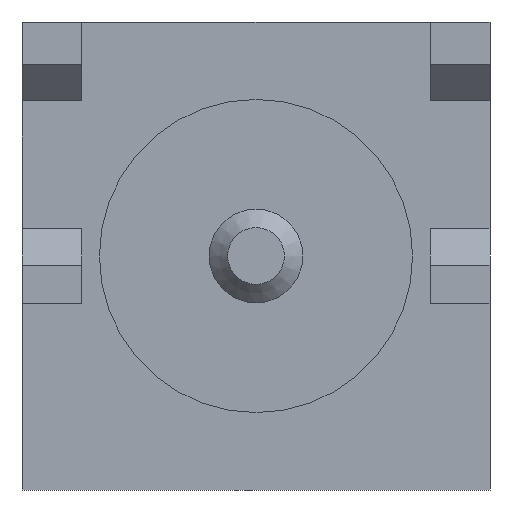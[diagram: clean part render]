
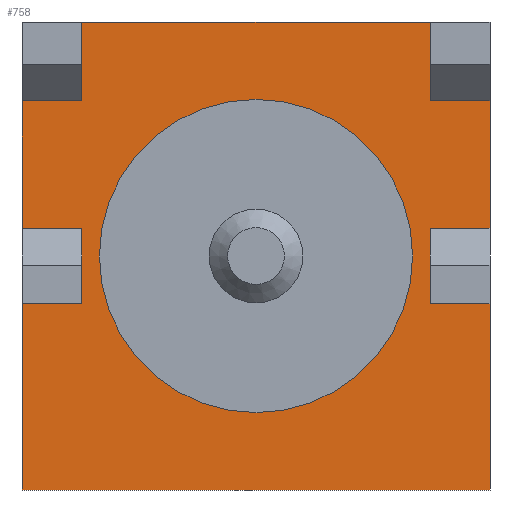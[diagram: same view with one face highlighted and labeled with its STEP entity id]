
A CAD part, front view. The second image highlights one B-rep face of the part: STEP entity #758.
In plain terms, the highlighted planar face has unit normal (0, -1, 0).
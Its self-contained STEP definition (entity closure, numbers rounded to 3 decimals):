
#30=LINE('',#1148,#100);
#38=LINE('',#1165,#108);
#43=LINE('',#1179,#113);
#45=LINE('',#1184,#115);
#55=LINE('',#1204,#125);
#56=LINE('',#1206,#126);
#64=LINE('',#1222,#134);
#65=LINE('',#1224,#135);
#73=LINE('',#1240,#143);
#74=LINE('',#1242,#144);
#75=LINE('',#1245,#145);
#76=LINE('',#1246,#146);
#77=LINE('',#1248,#147);
#78=LINE('',#1249,#148);
#79=LINE('',#1250,#149);
#80=LINE('',#1251,#150);
#100=VECTOR('',#950,1000.);
#108=VECTOR('',#960,1000.);
#113=VECTOR('',#971,1000.);
#115=VECTOR('',#975,1000.);
#125=VECTOR('',#991,1000.);
#126=VECTOR('',#994,1000.);
#134=VECTOR('',#1008,1000.);
#135=VECTOR('',#1011,1000.);
#143=VECTOR('',#1025,1000.);
#144=VECTOR('',#1028,1000.);
#145=VECTOR('',#1029,1000.);
#146=VECTOR('',#1030,1000.);
#147=VECTOR('',#1031,1000.);
#148=VECTOR('',#1032,1000.);
#149=VECTOR('',#1033,1000.);
#150=VECTOR('',#1034,1000.);
#293=ORIENTED_EDGE('',*,*,#403,.F.);
#294=ORIENTED_EDGE('',*,*,#439,.T.);
#295=ORIENTED_EDGE('',*,*,#440,.T.);
#296=ORIENTED_EDGE('',*,*,#430,.F.);
#297=ORIENTED_EDGE('',*,*,#402,.F.);
#298=ORIENTED_EDGE('',*,*,#438,.T.);
#299=ORIENTED_EDGE('',*,*,#441,.T.);
#300=ORIENTED_EDGE('',*,*,#442,.F.);
#301=ORIENTED_EDGE('',*,*,#408,.F.);
#302=ORIENTED_EDGE('',*,*,#443,.T.);
#303=ORIENTED_EDGE('',*,*,#410,.T.);
#304=ORIENTED_EDGE('',*,*,#420,.F.);
#305=ORIENTED_EDGE('',*,*,#444,.F.);
#306=ORIENTED_EDGE('',*,*,#421,.T.);
#307=ORIENTED_EDGE('',*,*,#394,.T.);
#308=ORIENTED_EDGE('',*,*,#429,.F.);
#309=ORIENTED_EDGE('',*,*,#445,.F.);
#394=EDGE_CURVE('',#486,#485,#30,.T.);
#402=EDGE_CURVE('',#493,#489,#38,.T.);
#403=EDGE_CURVE('',#494,#494,#553,.T.);
#408=EDGE_CURVE('',#499,#495,#43,.T.);
#410=EDGE_CURVE('',#502,#501,#45,.T.);
#420=EDGE_CURVE('',#508,#501,#55,.T.);
#421=EDGE_CURVE('',#509,#486,#56,.T.);
#429=EDGE_CURVE('',#513,#485,#64,.T.);
#430=EDGE_CURVE('',#489,#514,#65,.T.);
#438=EDGE_CURVE('',#493,#518,#73,.T.);
#439=EDGE_CURVE('',#519,#520,#74,.T.);
#440=EDGE_CURVE('',#520,#514,#75,.T.);
#441=EDGE_CURVE('',#518,#521,#76,.T.);
#442=EDGE_CURVE('',#495,#521,#77,.T.);
#443=EDGE_CURVE('',#499,#502,#78,.T.);
#444=EDGE_CURVE('',#509,#508,#79,.T.);
#445=EDGE_CURVE('',#519,#513,#80,.T.);
#485=VERTEX_POINT('',#1147);
#486=VERTEX_POINT('',#1149);
#489=VERTEX_POINT('',#1157);
#493=VERTEX_POINT('',#1164);
#494=VERTEX_POINT('',#1168);
#495=VERTEX_POINT('',#1171);
#499=VERTEX_POINT('',#1178);
#501=VERTEX_POINT('',#1183);
#502=VERTEX_POINT('',#1185);
#508=VERTEX_POINT('',#1203);
#509=VERTEX_POINT('',#1207);
#513=VERTEX_POINT('',#1221);
#514=VERTEX_POINT('',#1225);
#518=VERTEX_POINT('',#1239);
#519=VERTEX_POINT('',#1243);
#520=VERTEX_POINT('',#1244);
#521=VERTEX_POINT('',#1247);
#553=CIRCLE('',#829,2.125);
#607=EDGE_LOOP('',(#293));
#608=EDGE_LOOP('',(#294,#295,#296,#297,#298,#299,#300,#301,#302,#303,#304,
#305,#306,#307,#308,#309));
#673=FACE_BOUND('',#607,.T.);
#674=FACE_BOUND('',#608,.T.);
#712=PLANE('',#843);
#758=ADVANCED_FACE('',(#673,#674),#712,.F.);
#829=AXIS2_PLACEMENT_3D('',#1167,#963,#964);
#843=AXIS2_PLACEMENT_3D('',#1241,#1026,#1027);
#950=DIRECTION('',(-1.,0.,0.));
#960=DIRECTION('',(-1.,0.,0.));
#963=DIRECTION('',(0.,-1.,0.));
#964=DIRECTION('',(0.,0.,-1.));
#971=DIRECTION('',(-1.,0.,0.));
#975=DIRECTION('',(-1.,0.,0.));
#991=DIRECTION('',(0.,0.,-1.));
#994=DIRECTION('',(0.,0.,-1.));
#1008=DIRECTION('',(0.,0.,-1.));
#1011=DIRECTION('',(0.,0.,-1.));
#1025=DIRECTION('',(0.,0.,-1.));
#1026=DIRECTION('',(0.,1.,0.));
#1027=DIRECTION('',(0.,0.,1.));
#1028=DIRECTION('',(0.,0.,-1.));
#1029=DIRECTION('',(1.,0.,0.));
#1030=DIRECTION('',(1.,0.,0.));
#1031=DIRECTION('',(0.,0.,-1.));
#1032=DIRECTION('',(0.,0.,1.));
#1033=DIRECTION('',(1.,0.,0.));
#1034=DIRECTION('',(1.,0.,0.));
#1147=CARTESIAN_POINT('',(-0.645,-1.8,2.365));
#1148=CARTESIAN_POINT('',(3.25,-1.8,2.365));
#1149=CARTESIAN_POINT('',(0.375,-1.8,2.365));
#1157=CARTESIAN_POINT('',(-0.645,-1.8,-2.365));
#1164=CARTESIAN_POINT('',(0.375,-1.8,-2.365));
#1165=CARTESIAN_POINT('',(3.25,-1.8,-2.365));
#1167=CARTESIAN_POINT('',(0.,-1.8,0.));
#1168=CARTESIAN_POINT('',(0.,-1.8,-2.125));
#1171=CARTESIAN_POINT('',(2.105,-1.8,-2.365));
#1178=CARTESIAN_POINT('',(3.175,-1.8,-2.365));
#1179=CARTESIAN_POINT('',(3.25,-1.8,-2.365));
#1183=CARTESIAN_POINT('',(2.105,-1.8,2.365));
#1184=CARTESIAN_POINT('',(3.25,-1.8,2.365));
#1185=CARTESIAN_POINT('',(3.175,-1.8,2.365));
#1203=CARTESIAN_POINT('',(2.105,-1.8,3.175));
#1204=CARTESIAN_POINT('',(2.105,-1.8,3.175));
#1206=CARTESIAN_POINT('',(0.375,-1.8,3.175));
#1207=CARTESIAN_POINT('',(0.375,-1.8,3.175));
#1221=CARTESIAN_POINT('',(-0.645,-1.8,3.175));
#1222=CARTESIAN_POINT('',(-0.645,-1.8,3.175));
#1224=CARTESIAN_POINT('',(-0.645,-1.8,3.175));
#1225=CARTESIAN_POINT('',(-0.645,-1.8,-3.175));
#1239=CARTESIAN_POINT('',(0.375,-1.8,-3.175));
#1240=CARTESIAN_POINT('',(0.375,-1.8,3.175));
#1241=CARTESIAN_POINT('',(-3.175,-1.8,3.175));
#1242=CARTESIAN_POINT('',(-3.175,-1.8,3.175));
#1243=CARTESIAN_POINT('',(-3.175,-1.8,3.175));
#1244=CARTESIAN_POINT('',(-3.175,-1.8,-3.175));
#1245=CARTESIAN_POINT('',(-3.175,-1.8,-3.175));
#1246=CARTESIAN_POINT('',(0.375,-1.8,-3.175));
#1247=CARTESIAN_POINT('',(2.105,-1.8,-3.175));
#1248=CARTESIAN_POINT('',(2.105,-1.8,3.175));
#1249=CARTESIAN_POINT('',(3.175,-1.8,3.175));
#1250=CARTESIAN_POINT('',(0.375,-1.8,3.175));
#1251=CARTESIAN_POINT('',(-3.175,-1.8,3.175));
